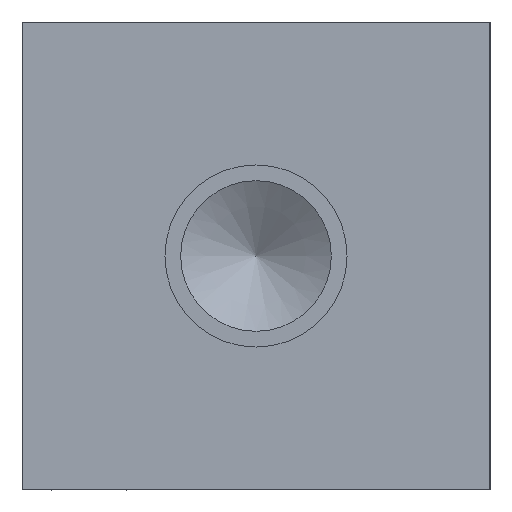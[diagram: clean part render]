
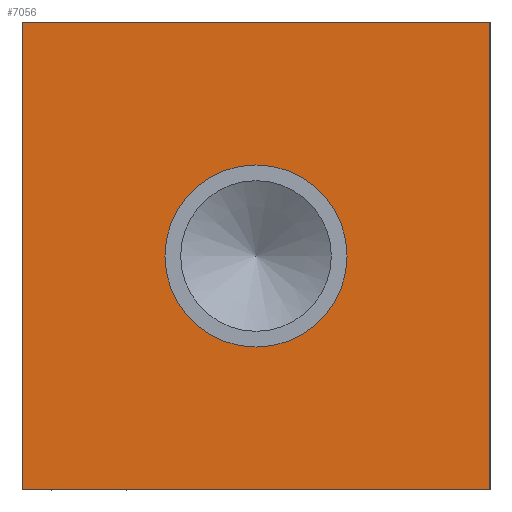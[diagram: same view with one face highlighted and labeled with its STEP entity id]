
A CAD part, left-side view. The second image highlights one B-rep face of the part: STEP entity #7056.
In plain terms, the highlighted planar face has unit normal (-1, 0, 0).
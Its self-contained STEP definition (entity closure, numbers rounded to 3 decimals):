
#140=CIRCLE('',#7442,8.649);
#141=CIRCLE('',#7443,8.649);
#188=FACE_BOUND('',#1202,.T.);
#441=PLANE('',#7445);
#798=FACE_OUTER_BOUND('',#1201,.T.);
#1201=EDGE_LOOP('',(#6297,#6298,#6299,#6300));
#1202=EDGE_LOOP('',(#6301,#6302));
#1520=LINE('',#10631,#2245);
#1936=LINE('',#11816,#2661);
#1937=LINE('',#11817,#2662);
#1938=LINE('',#11818,#2663);
#2245=VECTOR('',#7932,10.);
#2661=VECTOR('',#8910,10.);
#2662=VECTOR('',#8911,10.);
#2663=VECTOR('',#8912,10.);
#3097=VERTEX_POINT('',#10624);
#3100=VERTEX_POINT('',#10629);
#3457=VERTEX_POINT('',#11806);
#3458=VERTEX_POINT('',#11807);
#3459=VERTEX_POINT('',#11814);
#3460=VERTEX_POINT('',#11815);
#3892=EDGE_CURVE('',#3100,#3097,#1520,.T.);
#4410=EDGE_CURVE('',#3457,#3458,#140,.T.);
#4411=EDGE_CURVE('',#3458,#3457,#141,.T.);
#4414=EDGE_CURVE('',#3459,#3460,#1936,.T.);
#4415=EDGE_CURVE('',#3460,#3097,#1937,.T.);
#4416=EDGE_CURVE('',#3459,#3100,#1938,.T.);
#6297=ORIENTED_EDGE('',*,*,#4414,.T.);
#6298=ORIENTED_EDGE('',*,*,#4415,.T.);
#6299=ORIENTED_EDGE('',*,*,#3892,.F.);
#6300=ORIENTED_EDGE('',*,*,#4416,.F.);
#6301=ORIENTED_EDGE('',*,*,#4410,.T.);
#6302=ORIENTED_EDGE('',*,*,#4411,.T.);
#7056=ADVANCED_FACE('',(#798,#188),#441,.T.);
#7442=AXIS2_PLACEMENT_3D('',#11808,#8900,#8901);
#7443=AXIS2_PLACEMENT_3D('',#11809,#8902,#8903);
#7445=AXIS2_PLACEMENT_3D('',#11813,#8908,#8909);
#7932=DIRECTION('',(0.,-1.,0.));
#8900=DIRECTION('center_axis',(1.,0.,0.));
#8901=DIRECTION('ref_axis',(0.,1.,0.));
#8902=DIRECTION('center_axis',(1.,0.,0.));
#8903=DIRECTION('ref_axis',(0.,1.,0.));
#8908=DIRECTION('center_axis',(-1.,0.,0.));
#8909=DIRECTION('ref_axis',(0.,-1.,0.));
#8910=DIRECTION('',(0.,-1.,0.));
#8911=DIRECTION('',(0.,0.,1.));
#8912=DIRECTION('',(0.,0.,1.));
#10624=CARTESIAN_POINT('',(0.,0.,44.45));
#10629=CARTESIAN_POINT('',(0.,44.45,44.45));
#10631=CARTESIAN_POINT('',(0.,44.45,44.45));
#11806=CARTESIAN_POINT('',(0.,30.874,22.225));
#11807=CARTESIAN_POINT('',(0.,13.576,22.225));
#11808=CARTESIAN_POINT('Origin',(0.,22.225,22.225));
#11809=CARTESIAN_POINT('Origin',(0.,22.225,22.225));
#11813=CARTESIAN_POINT('Origin',(0.,44.45,0.));
#11814=CARTESIAN_POINT('',(0.,44.45,0.));
#11815=CARTESIAN_POINT('',(0.,0.,0.));
#11816=CARTESIAN_POINT('',(0.,44.45,0.));
#11817=CARTESIAN_POINT('',(0.,0.,0.));
#11818=CARTESIAN_POINT('',(0.,44.45,0.));
